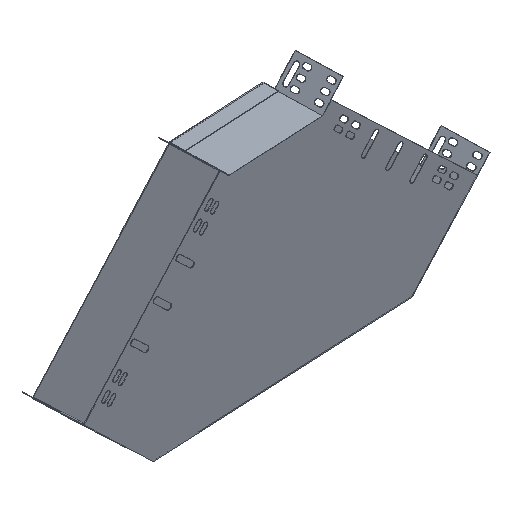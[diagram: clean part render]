
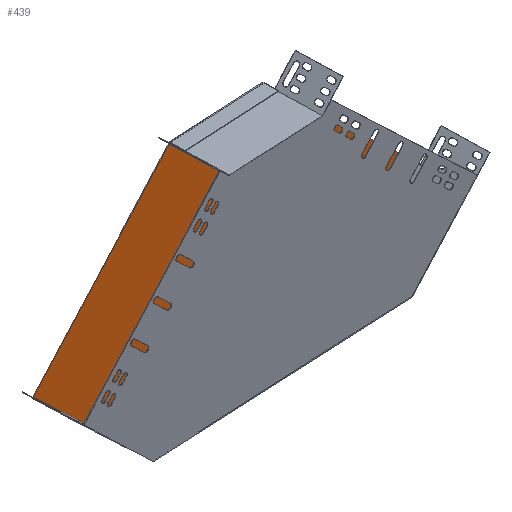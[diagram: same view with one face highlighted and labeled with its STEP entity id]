
A CAD part, isometric view. The second image highlights one B-rep face of the part: STEP entity #439.
In plain terms, the highlighted planar face has unit normal (0.022, -1, 0.006).
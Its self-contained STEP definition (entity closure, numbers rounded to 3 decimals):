
#132 = CARTESIAN_POINT ( 'NONE',  ( 34.756, 114.319, -5.212 ) ) ;
#187 = ORIENTED_EDGE ( 'NONE', *, *, #5377, .F. ) ;
#202 = CARTESIAN_POINT ( 'NONE',  ( -446.287, 104.322, 69.972 ) ) ;
#413 = ORIENTED_EDGE ( 'NONE', *, *, #5667, .F. ) ;
#439 = ADVANCED_FACE ( 'NONE', ( #8049 ), #5446, .T. ) ;
#493 = LINE ( 'NONE', #5941, #3565 ) ;
#808 = DIRECTION ( 'NONE',  ( 0.999, 0.022, 0.027 ) ) ;
#836 = VECTOR ( 'NONE', #6602, 1000. ) ;
#1128 = CARTESIAN_POINT ( 'NONE',  ( -239.384, 110.228, 289.481 ) ) ;
#1213 = VERTEX_POINT ( 'NONE', #7065 ) ;
#1316 = LINE ( 'NONE', #2081, #8183 ) ;
#1422 = VECTOR ( 'NONE', #6446, 1000. ) ;
#1651 = ORIENTED_EDGE ( 'NONE', *, *, #5154, .F. ) ;
#1894 = EDGE_LOOP ( 'NONE', ( #4083, #187, #2030, #4205, #7408, #1651, #6404, #413, #6140, #4628 ) ) ;
#2030 = ORIENTED_EDGE ( 'NONE', *, *, #6511, .T. ) ;
#2077 = VECTOR ( 'NONE', #5840, 1000. ) ;
#2081 = CARTESIAN_POINT ( 'NONE',  ( 120.456, 116.766, 85.797 ) ) ;
#2088 = VECTOR ( 'NONE', #8148, 1000. ) ;
#2354 = AXIS2_PLACEMENT_3D ( 'NONE', #5493, #5411, #5270 ) ;
#2535 = CARTESIAN_POINT ( 'NONE',  ( -98.034, 113.328, 292.803 ) ) ;
#2592 = EDGE_CURVE ( 'NONE', #3790, #3040, #2694, .T. ) ;
#2694 = LINE ( 'NONE', #8471, #836 ) ;
#2980 = CARTESIAN_POINT ( 'NONE',  ( -446.3, 104.325, 70.472 ) ) ;
#3040 = VERTEX_POINT ( 'NONE', #3092 ) ;
#3092 = CARTESIAN_POINT ( 'NONE',  ( -239.384, 110.228, 289.481 ) ) ;
#3565 = VECTOR ( 'NONE', #8508, 1000. ) ;
#3653 = VECTOR ( 'NONE', #4324, 1000. ) ;
#3662 = DIRECTION ( 'NONE',  ( -0.027, 0.006, 1. ) ) ;
#3790 = VERTEX_POINT ( 'NONE', #5132 ) ;
#3818 = EDGE_CURVE ( 'NONE', #3040, #7113, #7388, .T. ) ;
#3857 = LINE ( 'NONE', #5669, #3653 ) ;
#4083 = ORIENTED_EDGE ( 'NONE', *, *, #6427, .F. ) ;
#4205 = ORIENTED_EDGE ( 'NONE', *, *, #6315, .T. ) ;
#4267 = LINE ( 'NONE', #7339, #5813 ) ;
#4324 = DIRECTION ( 'NONE',  ( 0.687, 0.02, 0.726 ) ) ;
#4476 = VECTOR ( 'NONE', #808, 1000. ) ;
#4628 = ORIENTED_EDGE ( 'NONE', *, *, #3818, .T. ) ;
#4793 = CARTESIAN_POINT ( 'NONE',  ( 120.469, 116.764, 85.297 ) ) ;
#4866 = CARTESIAN_POINT ( 'NONE',  ( -98.034, 113.328, 292.803 ) ) ;
#5012 = VERTEX_POINT ( 'NONE', #5856 ) ;
#5063 = EDGE_CURVE ( 'NONE', #7514, #6703, #493, .T. ) ;
#5132 = CARTESIAN_POINT ( 'NONE',  ( -98.048, 113.331, 293.302 ) ) ;
#5154 = EDGE_CURVE ( 'NONE', #5012, #7514, #1316, .T. ) ;
#5266 = EDGE_CURVE ( 'NONE', #6174, #5012, #5614, .T. ) ;
#5270 = DIRECTION ( 'NONE',  ( 0.027, -0.006, -1. ) ) ;
#5331 = DIRECTION ( 'NONE',  ( 0.027, -0.006, -1. ) ) ;
#5377 = EDGE_CURVE ( 'NONE', #5543, #7024, #6567, .T. ) ;
#5411 = DIRECTION ( 'NONE',  ( 0.022, -1., 0.006 ) ) ;
#5446 = PLANE ( 'NONE',  #2354 ) ;
#5493 = CARTESIAN_POINT ( 'NONE',  ( 120.456, 116.766, 85.797 ) ) ;
#5543 = VERTEX_POINT ( 'NONE', #7818 ) ;
#5614 = LINE ( 'NONE', #4866, #2088 ) ;
#5667 = EDGE_CURVE ( 'NONE', #3790, #6174, #4267, .T. ) ;
#5669 = CARTESIAN_POINT ( 'NONE',  ( -239.37, 110.225, 288.981 ) ) ;
#5765 = CARTESIAN_POINT ( 'NONE',  ( -446.287, 104.322, 69.972 ) ) ;
#5813 = VECTOR ( 'NONE', #5331, 1000. ) ;
#5840 = DIRECTION ( 'NONE',  ( 0.027, -0.006, -1. ) ) ;
#5856 = CARTESIAN_POINT ( 'NONE',  ( 120.456, 116.766, 85.797 ) ) ;
#5941 = CARTESIAN_POINT ( 'NONE',  ( 120.469, 116.764, 85.297 ) ) ;
#6140 = ORIENTED_EDGE ( 'NONE', *, *, #2592, .T. ) ;
#6174 = VERTEX_POINT ( 'NONE', #2535 ) ;
#6315 = EDGE_CURVE ( 'NONE', #1213, #6703, #6459, .T. ) ;
#6404 = ORIENTED_EDGE ( 'NONE', *, *, #5266, .F. ) ;
#6427 = EDGE_CURVE ( 'NONE', #7024, #7113, #3857, .T. ) ;
#6446 = DIRECTION ( 'NONE',  ( 0.726, 0.011, -0.688 ) ) ;
#6459 = LINE ( 'NONE', #132, #4476 ) ;
#6511 = EDGE_CURVE ( 'NONE', #5543, #1213, #8429, .T. ) ;
#6562 = CARTESIAN_POINT ( 'NONE',  ( 34.756, 114.319, -5.212 ) ) ;
#6567 = LINE ( 'NONE', #202, #8094 ) ;
#6602 = DIRECTION ( 'NONE',  ( -0.999, -0.022, -0.027 ) ) ;
#6703 = VERTEX_POINT ( 'NONE', #6562 ) ;
#7021 = CARTESIAN_POINT ( 'NONE',  ( -239.37, 110.225, 288.981 ) ) ;
#7024 = VERTEX_POINT ( 'NONE', #2980 ) ;
#7065 = CARTESIAN_POINT ( 'NONE',  ( -355.785, 105.746, -15.772 ) ) ;
#7113 = VERTEX_POINT ( 'NONE', #7021 ) ;
#7339 = CARTESIAN_POINT ( 'NONE',  ( -98.048, 113.331, 293.302 ) ) ;
#7388 = LINE ( 'NONE', #1128, #2077 ) ;
#7408 = ORIENTED_EDGE ( 'NONE', *, *, #5063, .F. ) ;
#7514 = VERTEX_POINT ( 'NONE', #4793 ) ;
#7818 = CARTESIAN_POINT ( 'NONE',  ( -446.287, 104.322, 69.972 ) ) ;
#8049 = FACE_OUTER_BOUND ( 'NONE', #1894, .T. ) ;
#8094 = VECTOR ( 'NONE', #3662, 1000. ) ;
#8148 = DIRECTION ( 'NONE',  ( 0.726, 0.011, -0.688 ) ) ;
#8183 = VECTOR ( 'NONE', #8581, 1000. ) ;
#8429 = LINE ( 'NONE', #5765, #1422 ) ;
#8471 = CARTESIAN_POINT ( 'NONE',  ( -239.384, 110.228, 289.481 ) ) ;
#8508 = DIRECTION ( 'NONE',  ( -0.687, -0.02, -0.726 ) ) ;
#8581 = DIRECTION ( 'NONE',  ( 0.027, -0.006, -1. ) ) ;
